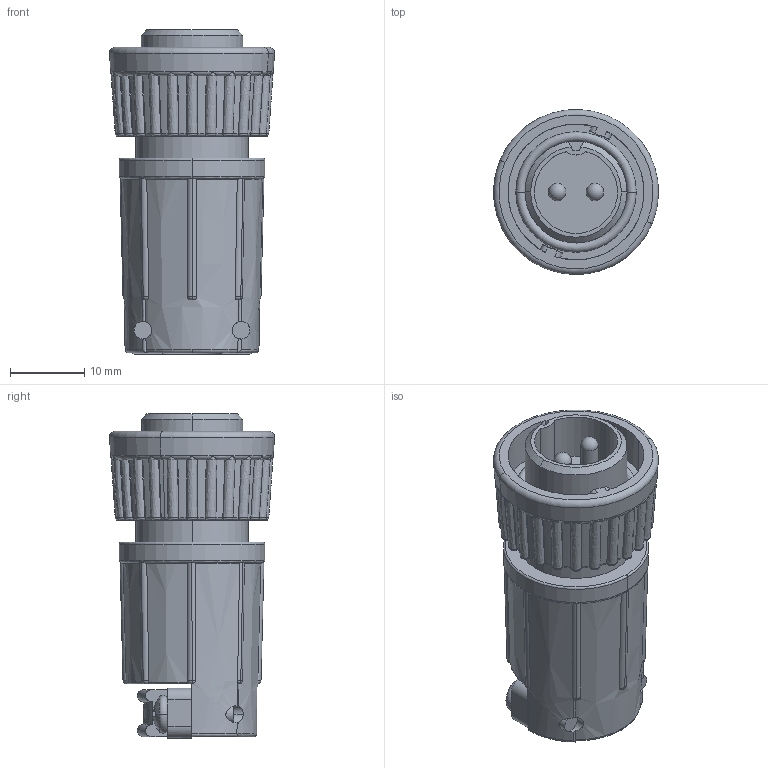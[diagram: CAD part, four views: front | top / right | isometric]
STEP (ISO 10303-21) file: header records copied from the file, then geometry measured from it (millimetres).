
FILE_DESCRIPTION (( 'STEP AP203' ), '1' );
FILE_NAME ('3182-2PG-528.STEP', '2014-02-11T21:47:00', ( 'J0FPBF1' ), ( '' ), 'SwSTEP 2.0', 'SolidWorks 2012', '' );
FILE_SCHEMA (( 'CONFIG_CONTROL_DESIGN' ));
Length unit declared in the file: inch
Products named in the file (1): 3182-2PG-528
Bounding box: 22.2 x 22.2 x 43.63 mm (x, y, z)
Volume: 9737.3 mm3; surface area: 5092.7 mm2
Topology: 1 solids, 1 shells, 419 faces, 1167 edges, 757 vertices
Faces by surface type: plane 145, bspline 93, torus 65, cylinder 63, cone 45, sphere 8
Entity records: 17594 total; most frequent: CARTESIAN_POINT 7907, ORIENTED_EDGE 2310, DIRECTION 1662, EDGE_CURVE 1155, VERTEX_POINT 751, AXIS2_PLACEMENT_3D 701, B_SPLINE_CURVE_WITH_KNOTS 505, EDGE_LOOP 434
